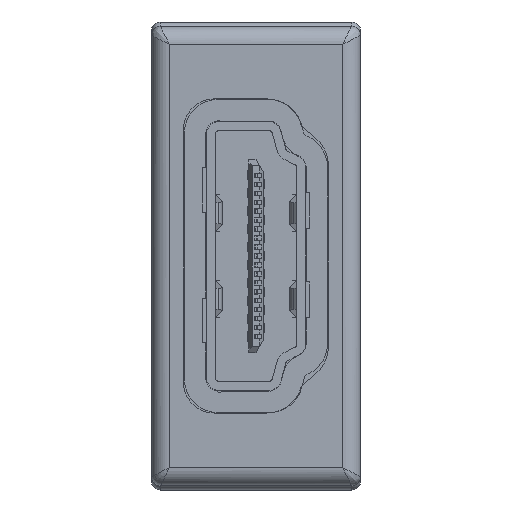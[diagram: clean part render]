
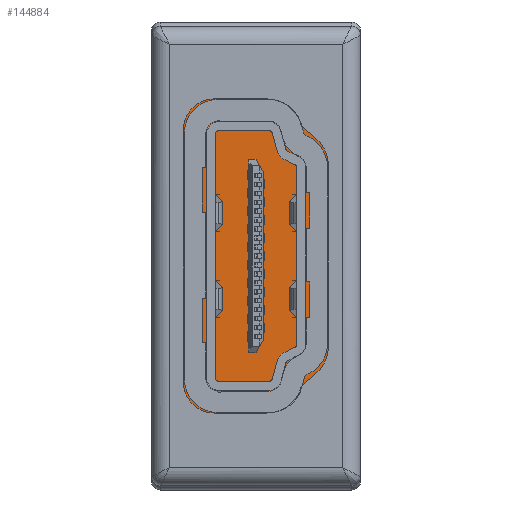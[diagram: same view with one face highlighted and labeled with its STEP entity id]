
A CAD part, left-side view. The second image highlights one B-rep face of the part: STEP entity #144884.
In plain terms, the highlighted planar face has unit normal (-1, 0, 0).
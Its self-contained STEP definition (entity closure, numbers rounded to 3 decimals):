
#791 = VECTOR ( 'NONE', #144199, 1000. ) ;
#1443 = ORIENTED_EDGE ( 'NONE', *, *, #5330, .T. ) ;
#1533 = DIRECTION ( 'NONE',  ( 0., 0., 1. ) ) ;
#5330 = EDGE_CURVE ( 'NONE', #11254, #138442, #112485, .T. ) ;
#5622 = ORIENTED_EDGE ( 'NONE', *, *, #105872, .T. ) ;
#9466 = VERTEX_POINT ( 'NONE', #104554 ) ;
#9796 = ORIENTED_EDGE ( 'NONE', *, *, #144766, .T. ) ;
#9997 = DIRECTION ( 'NONE',  ( 0., 0., 1. ) ) ;
#11254 = VERTEX_POINT ( 'NONE', #18092 ) ;
#12203 = CARTESIAN_POINT ( 'NONE',  ( -19.019, -2.012, 5.042 ) ) ;
#14117 = VERTEX_POINT ( 'NONE', #25875 ) ;
#14751 = LINE ( 'NONE', #120673, #71564 ) ;
#15519 = CARTESIAN_POINT ( 'NONE',  ( -19.019, -2.541, -7.266 ) ) ;
#16231 = CARTESIAN_POINT ( 'NONE',  ( -19.019, -0.575, 8.777 ) ) ;
#17192 = VERTEX_POINT ( 'NONE', #15519 ) ;
#17615 = CARTESIAN_POINT ( 'NONE',  ( -19.019, -2.531, 7.297 ) ) ;
#18092 = CARTESIAN_POINT ( 'NONE',  ( -19.019, 4.059, 7.049 ) ) ;
#18292 = EDGE_CURVE ( 'NONE', #82100, #19677, #117194, .T. ) ;
#19677 = VERTEX_POINT ( 'NONE', #53304 ) ;
#23622 = DIRECTION ( 'NONE',  ( 0., 0., -1. ) ) ;
#23839 = ORIENTED_EDGE ( 'NONE', *, *, #74491, .T. ) ;
#25454 = VECTOR ( 'NONE', #56409, 1000. ) ;
#25528 = EDGE_CURVE ( 'NONE', #138442, #14117, #76570, .T. ) ;
#25875 = CARTESIAN_POINT ( 'NONE',  ( -19.019, 2.331, -8.775 ) ) ;
#25895 = LINE ( 'NONE', #71569, #82729 ) ;
#28069 = LINE ( 'NONE', #30372, #54657 ) ;
#30372 = CARTESIAN_POINT ( 'NONE',  ( -19.019, -2.541, 7.268 ) ) ;
#30495 = CARTESIAN_POINT ( 'NONE',  ( -19.019, -2.541, -7.266 ) ) ;
#30640 = CARTESIAN_POINT ( 'NONE',  ( -19.019, 4.059, -7.048 ) ) ;
#32675 = EDGE_CURVE ( 'NONE', #17192, #51207, #61136, .T. ) ;
#38750 = DIRECTION ( 'NONE',  ( -1., 0., 0. ) ) ;
#39446 = VERTEX_POINT ( 'NONE', #134032 ) ;
#39732 = DIRECTION ( 'NONE',  ( -1., 0., 0. ) ) ;
#41010 = DIRECTION ( 'NONE',  ( -1., 0., 0. ) ) ;
#41242 = EDGE_CURVE ( 'NONE', #126327, #104190, #43002, .T. ) ;
#41322 = DIRECTION ( 'NONE',  ( 0., 0.758, 0.652 ) ) ;
#41783 = DIRECTION ( 'NONE',  ( 0., -0.319, 0.948 ) ) ;
#43002 = CIRCLE ( 'NONE', #134158, 2.032 ) ;
#44312 = CARTESIAN_POINT ( 'NONE',  ( -19.019, 2.331, 7.049 ) ) ;
#45167 = CIRCLE ( 'NONE', #133689, 2.032 ) ;
#45470 = VECTOR ( 'NONE', #75677, 1000. ) ;
#46915 = LINE ( 'NONE', #64615, #130406 ) ;
#47350 = CARTESIAN_POINT ( 'NONE',  ( -19.019, -2.012, -5.041 ) ) ;
#49042 = LINE ( 'NONE', #132327, #45470 ) ;
#51207 = VERTEX_POINT ( 'NONE', #139867 ) ;
#53304 = CARTESIAN_POINT ( 'NONE',  ( -19.019, -3.337, 6.583 ) ) ;
#54657 = VECTOR ( 'NONE', #41322, 1000. ) ;
#55115 = CARTESIAN_POINT ( 'NONE',  ( -19.019, 2.331, -7.048 ) ) ;
#55185 = ORIENTED_EDGE ( 'NONE', *, *, #41242, .T. ) ;
#55710 = DIRECTION ( 'NONE',  ( 0., 0., 1. ) ) ;
#56409 = DIRECTION ( 'NONE',  ( 0., 0., -1. ) ) ;
#58734 = DIRECTION ( 'NONE',  ( 0., 0., -1. ) ) ;
#61136 = LINE ( 'NONE', #30495, #791 ) ;
#61201 = AXIS2_PLACEMENT_3D ( 'NONE', #109066, #41010, #120481 ) ;
#64057 = DIRECTION ( 'NONE',  ( 0., 0.319, 0.948 ) ) ;
#64615 = CARTESIAN_POINT ( 'NONE',  ( -19.019, -2.531, -7.295 ) ) ;
#65919 = AXIS2_PLACEMENT_3D ( 'NONE', #55115, #78002, #9997 ) ;
#66271 = EDGE_CURVE ( 'NONE', #138030, #79538, #14751, .T. ) ;
#67890 = CARTESIAN_POINT ( 'NONE',  ( -19.019, 4.059, -7.048 ) ) ;
#71564 = VECTOR ( 'NONE', #64057, 1000. ) ;
#71569 = CARTESIAN_POINT ( 'NONE',  ( -19.019, 2.331, 8.777 ) ) ;
#72095 = ORIENTED_EDGE ( 'NONE', *, *, #18292, .T. ) ;
#74491 = EDGE_CURVE ( 'NONE', #14117, #126327, #49042, .T. ) ;
#75677 = DIRECTION ( 'NONE',  ( 0., -1., 0. ) ) ;
#76382 = ORIENTED_EDGE ( 'NONE', *, *, #117778, .T. ) ;
#76570 = CIRCLE ( 'NONE', #61201, 1.727 ) ;
#76835 = VECTOR ( 'NONE', #1533, 1000. ) ;
#77066 = ORIENTED_EDGE ( 'NONE', *, *, #88286, .T. ) ;
#77123 = CARTESIAN_POINT ( 'NONE',  ( -19.019, -0.575, -8.775 ) ) ;
#78002 = DIRECTION ( 'NONE',  ( -1., 0., 0. ) ) ;
#79072 = ORIENTED_EDGE ( 'NONE', *, *, #82554, .T. ) ;
#79538 = VERTEX_POINT ( 'NONE', #17615 ) ;
#82100 = VERTEX_POINT ( 'NONE', #106971 ) ;
#82554 = EDGE_CURVE ( 'NONE', #112391, #39446, #25895, .T. ) ;
#82729 = VECTOR ( 'NONE', #94369, 1000. ) ;
#88286 = EDGE_CURVE ( 'NONE', #9466, #82100, #107073, .T. ) ;
#91603 = DIRECTION ( 'NONE',  ( -1., 0., 0. ) ) ;
#91802 = AXIS2_PLACEMENT_3D ( 'NONE', #107776, #39732, #119175 ) ;
#94369 = DIRECTION ( 'NONE',  ( 0., 1., 0. ) ) ;
#95861 = CARTESIAN_POINT ( 'NONE',  ( -19.019, -2.531, -7.295 ) ) ;
#99242 = EDGE_CURVE ( 'NONE', #79538, #112391, #121485, .T. ) ;
#104190 = VERTEX_POINT ( 'NONE', #95861 ) ;
#104554 = CARTESIAN_POINT ( 'NONE',  ( -19.019, -4.044, -5.041 ) ) ;
#105872 = EDGE_CURVE ( 'NONE', #19677, #138030, #28069, .T. ) ;
#106766 = CARTESIAN_POINT ( 'NONE',  ( -19.019, -0.575, -6.743 ) ) ;
#106971 = CARTESIAN_POINT ( 'NONE',  ( -19.019, -4.044, 5.042 ) ) ;
#107073 = LINE ( 'NONE', #114712, #76835 ) ;
#107776 = CARTESIAN_POINT ( 'NONE',  ( -19.019, -0.575, 6.745 ) ) ;
#109066 = CARTESIAN_POINT ( 'NONE',  ( -19.019, 2.331, -7.048 ) ) ;
#111598 = EDGE_LOOP ( 'NONE', ( #145580, #23839, #55185, #9796, #117310, #76382, #77066, #72095, #5622, #119777, #131095, #79072, #129624, #1443 ) ) ;
#111788 = PLANE ( 'NONE',  #65919 ) ;
#112391 = VERTEX_POINT ( 'NONE', #16231 ) ;
#112485 = LINE ( 'NONE', #67890, #25454 ) ;
#113578 = AXIS2_PLACEMENT_3D ( 'NONE', #44312, #123779, #55710 ) ;
#114174 = CARTESIAN_POINT ( 'NONE',  ( -19.019, -2.541, 7.268 ) ) ;
#114712 = CARTESIAN_POINT ( 'NONE',  ( -19.019, -4.044, 5.042 ) ) ;
#114826 = CIRCLE ( 'NONE', #113578, 1.727 ) ;
#117194 = CIRCLE ( 'NONE', #135122, 2.032 ) ;
#117310 = ORIENTED_EDGE ( 'NONE', *, *, #32675, .T. ) ;
#117778 = EDGE_CURVE ( 'NONE', #51207, #9466, #45167, .T. ) ;
#118197 = DIRECTION ( 'NONE',  ( 0., 0., 1. ) ) ;
#119175 = DIRECTION ( 'NONE',  ( 0., 0., -1. ) ) ;
#119777 = ORIENTED_EDGE ( 'NONE', *, *, #66271, .T. ) ;
#120481 = DIRECTION ( 'NONE',  ( 0., 0., 1. ) ) ;
#120673 = CARTESIAN_POINT ( 'NONE',  ( -19.019, -2.541, 7.268 ) ) ;
#121485 = CIRCLE ( 'NONE', #91802, 2.032 ) ;
#123779 = DIRECTION ( 'NONE',  ( -1., 0., 0. ) ) ;
#126327 = VERTEX_POINT ( 'NONE', #77123 ) ;
#126832 = DIRECTION ( 'NONE',  ( -1., 0., 0. ) ) ;
#129624 = ORIENTED_EDGE ( 'NONE', *, *, #139078, .T. ) ;
#130406 = VECTOR ( 'NONE', #41783, 1000. ) ;
#131095 = ORIENTED_EDGE ( 'NONE', *, *, #99242, .T. ) ;
#132327 = CARTESIAN_POINT ( 'NONE',  ( -19.019, 2.331, -8.775 ) ) ;
#133689 = AXIS2_PLACEMENT_3D ( 'NONE', #47350, #126832, #58734 ) ;
#134032 = CARTESIAN_POINT ( 'NONE',  ( -19.019, 2.331, 8.777 ) ) ;
#134158 = AXIS2_PLACEMENT_3D ( 'NONE', #106766, #38750, #118197 ) ;
#135122 = AXIS2_PLACEMENT_3D ( 'NONE', #12203, #91603, #23622 ) ;
#138030 = VERTEX_POINT ( 'NONE', #114174 ) ;
#138442 = VERTEX_POINT ( 'NONE', #30640 ) ;
#139078 = EDGE_CURVE ( 'NONE', #39446, #11254, #114826, .T. ) ;
#139867 = CARTESIAN_POINT ( 'NONE',  ( -19.019, -3.337, -6.581 ) ) ;
#142821 = FACE_OUTER_BOUND ( 'NONE', #111598, .T. ) ;
#144199 = DIRECTION ( 'NONE',  ( 0., -0.758, 0.652 ) ) ;
#144766 = EDGE_CURVE ( 'NONE', #104190, #17192, #46915, .T. ) ;
#144884 = ADVANCED_FACE ( 'NONE', ( #142821 ), #111788, .T. ) ;
#145580 = ORIENTED_EDGE ( 'NONE', *, *, #25528, .T. ) ;
